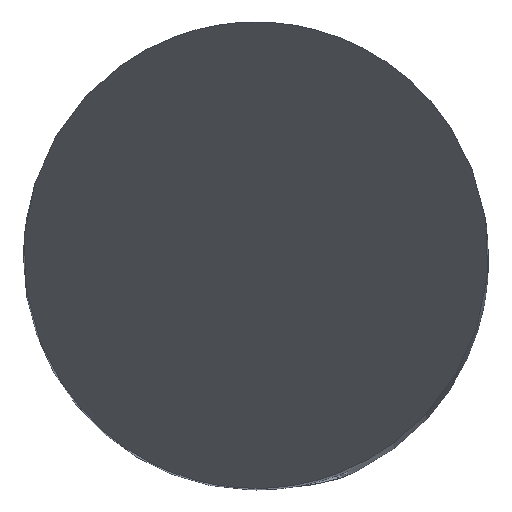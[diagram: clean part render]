
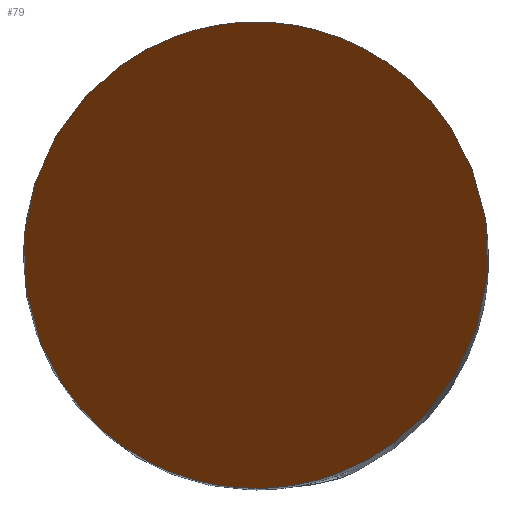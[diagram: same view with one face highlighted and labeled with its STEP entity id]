
A CAD part, top view. The second image highlights one B-rep face of the part: STEP entity #79.
In plain terms, the highlighted planar face has unit normal (0, -0.866, 0.5).
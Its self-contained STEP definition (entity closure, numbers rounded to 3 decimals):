
#57=PLANE('',#527);
#79=ADVANCED_FACE('',(#114),#57,.F.);
#114=FACE_OUTER_BOUND('',#140,.T.);
#140=EDGE_LOOP('',(#248,#249));
#150=(
BOUNDED_CURVE()
B_SPLINE_CURVE(3,(#667,#668,#669,#670),.UNSPECIFIED.,.F.,.F.)
B_SPLINE_CURVE_WITH_KNOTS((4,4),(0.,1.),.UNSPECIFIED.)
CURVE()
GEOMETRIC_REPRESENTATION_ITEM()
RATIONAL_B_SPLINE_CURVE((1.,0.333,0.333,1.))
REPRESENTATION_ITEM('')
);
#158=(
BOUNDED_CURVE()
B_SPLINE_CURVE(3,(#1037,#1038,#1039,#1040),.UNSPECIFIED.,.F.,.F.)
B_SPLINE_CURVE_WITH_KNOTS((4,4),(0.,1.),.UNSPECIFIED.)
CURVE()
GEOMETRIC_REPRESENTATION_ITEM()
RATIONAL_B_SPLINE_CURVE((1.,0.333,0.333,1.))
REPRESENTATION_ITEM('')
);
#248=ORIENTED_EDGE('',*,*,#377,.F.);
#249=ORIENTED_EDGE('',*,*,#333,.F.);
#291=VERTEX_POINT('',#666);
#292=VERTEX_POINT('',#671);
#333=EDGE_CURVE('',#291,#292,#150,.T.);
#377=EDGE_CURVE('',#292,#291,#158,.T.);
#527=AXIS2_PLACEMENT_3D('',#1041,#596,#597);
#596=DIRECTION('',(0.,0.866,-0.5));
#597=DIRECTION('',(0.,0.5,0.866));
#666=CARTESIAN_POINT('',(0.,3.5,6.062));
#667=CARTESIAN_POINT('',(0.,3.5,6.062));
#668=CARTESIAN_POINT('',(7.,3.5,6.062));
#669=CARTESIAN_POINT('',(7.,-3.5,-6.062));
#670=CARTESIAN_POINT('',(0.,-3.5,-6.062));
#671=CARTESIAN_POINT('',(0.,-3.5,-6.062));
#1037=CARTESIAN_POINT('',(0.,-3.5,-6.062));
#1038=CARTESIAN_POINT('',(-7.,-3.5,-6.062));
#1039=CARTESIAN_POINT('',(-7.,3.5,6.062));
#1040=CARTESIAN_POINT('',(0.,3.5,6.062));
#1041=CARTESIAN_POINT('',(3.75,-3.5,-6.062));
